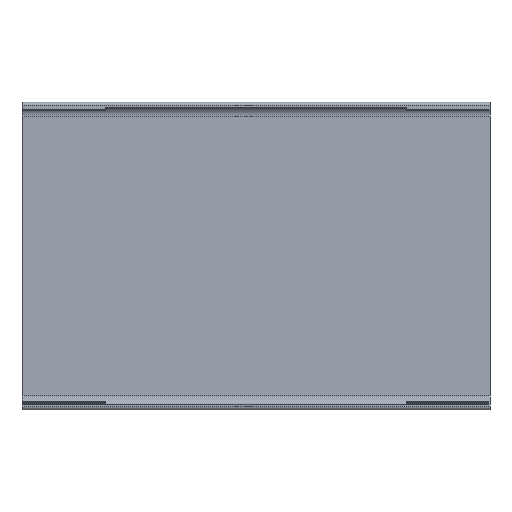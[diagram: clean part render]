
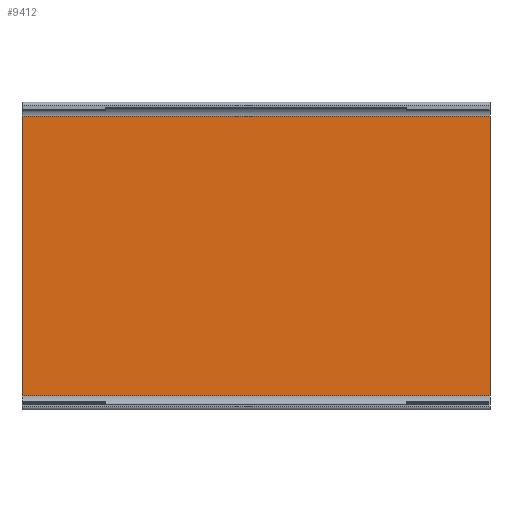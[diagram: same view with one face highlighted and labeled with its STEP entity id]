
A CAD part, front view. The second image highlights one B-rep face of the part: STEP entity #9412.
In plain terms, the highlighted planar face has unit normal (0, -1, 0).
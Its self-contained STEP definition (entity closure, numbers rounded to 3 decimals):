
#1064=FACE_OUTER_BOUND('',#1620,.T.);
#1620=EDGE_LOOP('',(#8503,#8504,#8505,#8506));
#2628=LINE('',#16267,#3640);
#2629=LINE('',#16270,#3641);
#2630=LINE('',#16272,#3642);
#2631=LINE('',#16273,#3643);
#3640=VECTOR('',#11622,10.);
#3641=VECTOR('',#11625,10.);
#3642=VECTOR('',#11626,10.);
#3643=VECTOR('',#11627,10.);
#4539=VERTEX_POINT('',#16263);
#4540=VERTEX_POINT('',#16265);
#4541=VERTEX_POINT('',#16269);
#4542=VERTEX_POINT('',#16271);
#5878=EDGE_CURVE('',#4539,#4540,#2628,.T.);
#5879=EDGE_CURVE('',#4539,#4541,#2629,.T.);
#5880=EDGE_CURVE('',#4542,#4540,#2630,.T.);
#5881=EDGE_CURVE('',#4541,#4542,#2631,.T.);
#8503=ORIENTED_EDGE('',*,*,#5879,.F.);
#8504=ORIENTED_EDGE('',*,*,#5878,.T.);
#8505=ORIENTED_EDGE('',*,*,#5880,.F.);
#8506=ORIENTED_EDGE('',*,*,#5881,.F.);
#8910=PLANE('',#9830);
#9412=ADVANCED_FACE('',(#1064),#8910,.T.);
#9830=AXIS2_PLACEMENT_3D('',#16268,#11623,#11624);
#11622=DIRECTION('',(-1.,0.,0.));
#11623=DIRECTION('center_axis',(0.,-1.,0.));
#11624=DIRECTION('ref_axis',(0.,0.,1.));
#11625=DIRECTION('',(0.,0.,-1.));
#11626=DIRECTION('',(0.,0.,1.));
#11627=DIRECTION('',(-1.,0.,0.));
#16263=CARTESIAN_POINT('',(0.,50.3,106.));
#16265=CARTESIAN_POINT('',(-169.,50.3,106.));
#16267=CARTESIAN_POINT('',(0.,50.3,106.));
#16268=CARTESIAN_POINT('Origin',(0.,50.3,5.));
#16269=CARTESIAN_POINT('',(0.,50.3,5.));
#16270=CARTESIAN_POINT('',(0.,50.3,106.));
#16271=CARTESIAN_POINT('',(-169.,50.3,5.));
#16272=CARTESIAN_POINT('',(-169.,50.3,106.));
#16273=CARTESIAN_POINT('',(0.,50.3,5.));
